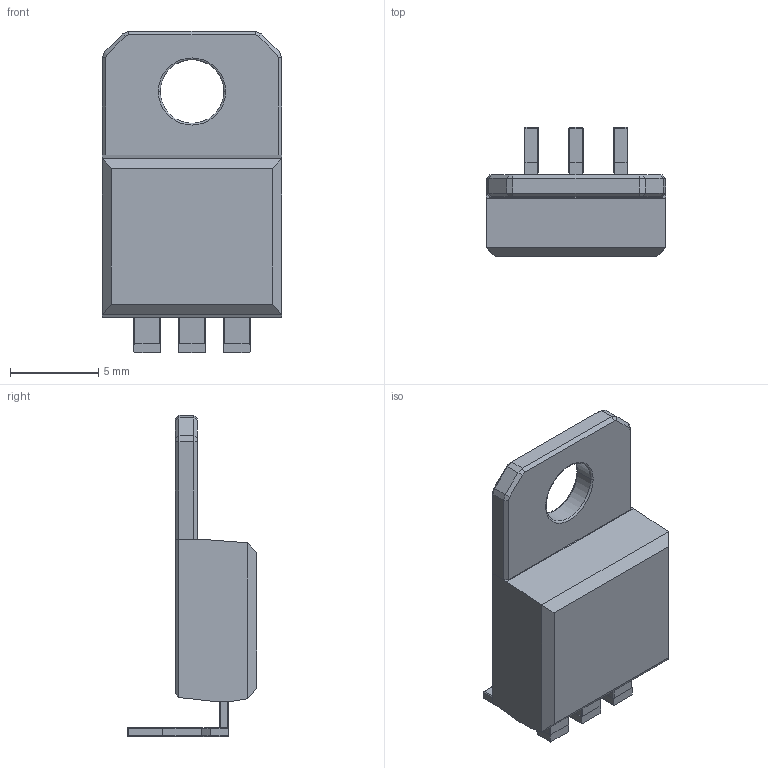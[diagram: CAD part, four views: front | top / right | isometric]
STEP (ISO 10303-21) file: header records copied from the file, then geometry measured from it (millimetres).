
FILE_DESCRIPTION (( 'STEP AP214' ), '1' );
FILE_NAME ('to-220 RIGHT ANGLE 2.STEP', '2020-02-29T18:44:03', ( '' ), ( '' ), 'SwSTEP 2.0', 'SolidWorks 2018', '' );
FILE_SCHEMA (( 'AUTOMOTIVE_DESIGN' ));
Length unit declared in the file: millimetre
Products named in the file (1): to-220 RIGHT ANGLE 2
Bounding box: 10.16 x 7.32 x 18.18 mm (x, y, z)
Volume: 500.4 mm3; surface area: 585.9 mm2
Topology: 7 solids, 7 shells, 225 faces, 530 edges, 310 vertices
Faces by surface type: plane 117, cylinder 80, sphere 24, torus 4
Entity records: 6598 total; most frequent: CARTESIAN_POINT 1135, DIRECTION 1102, ORIENTED_EDGE 1036, EDGE_CURVE 518, AXIS2_PLACEMENT_3D 370, VECTOR 362, LINE 362, VERTEX_POINT 310
